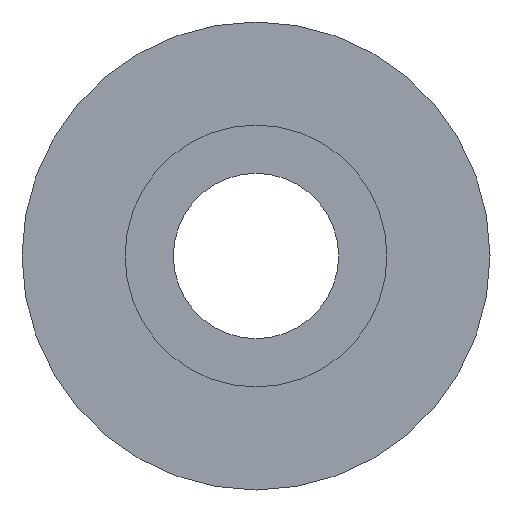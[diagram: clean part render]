
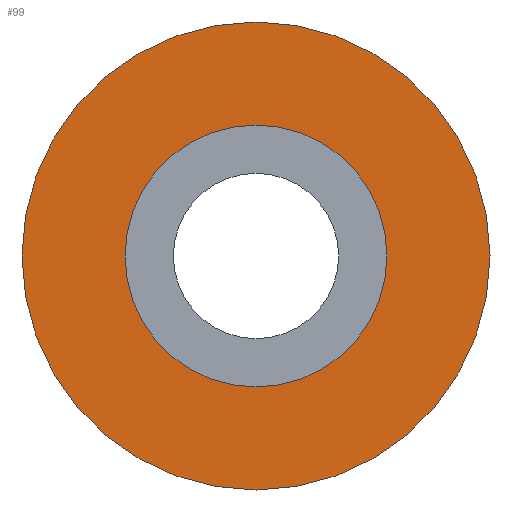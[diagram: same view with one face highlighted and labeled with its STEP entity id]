
A CAD part, front view. The second image highlights one B-rep face of the part: STEP entity #99.
In plain terms, the highlighted planar face has unit normal (0, -1, 0).
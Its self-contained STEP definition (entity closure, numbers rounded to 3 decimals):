
#1 = CIRCLE ( 'NONE', #116, 22.65 ) ;
#2 = DIRECTION ( 'NONE',  ( 0., 0., 1. ) ) ;
#4 = EDGE_CURVE ( 'NONE', #338, #186, #271, .T. ) ;
#11 = DIRECTION ( 'NONE',  ( 0., -1., 0. ) ) ;
#28 = DIRECTION ( 'NONE',  ( 0., -1., 0. ) ) ;
#35 = AXIS2_PLACEMENT_3D ( 'NONE', #374, #378, #63 ) ;
#40 = DIRECTION ( 'NONE',  ( 0., 0., 1. ) ) ;
#61 = DIRECTION ( 'NONE',  ( 0., 0., 1. ) ) ;
#63 = DIRECTION ( 'NONE',  ( 0., 0., 1. ) ) ;
#79 = EDGE_CURVE ( 'NONE', #186, #338, #335, .T. ) ;
#88 = AXIS2_PLACEMENT_3D ( 'NONE', #127, #28, #190 ) ;
#99 = ADVANCED_FACE ( 'NONE', ( #220, #314 ), #193, .F. ) ;
#109 = CARTESIAN_POINT ( 'NONE',  ( 0., 0., 0. ) ) ;
#116 = AXIS2_PLACEMENT_3D ( 'NONE', #199, #325, #2 ) ;
#127 = CARTESIAN_POINT ( 'NONE',  ( 0., 0., 0. ) ) ;
#153 = EDGE_LOOP ( 'NONE', ( #224, #313 ) ) ;
#154 = AXIS2_PLACEMENT_3D ( 'NONE', #109, #11, #40 ) ;
#160 = DIRECTION ( 'NONE',  ( 0., 1., 0. ) ) ;
#168 = VERTEX_POINT ( 'NONE', #310 ) ;
#186 = VERTEX_POINT ( 'NONE', #214 ) ;
#190 = DIRECTION ( 'NONE',  ( 0., 0., 1. ) ) ;
#193 = PLANE ( 'NONE',  #206 ) ;
#199 = CARTESIAN_POINT ( 'NONE',  ( 0., 0., 0. ) ) ;
#206 = AXIS2_PLACEMENT_3D ( 'NONE', #375, #160, #61 ) ;
#214 = CARTESIAN_POINT ( 'NONE',  ( 0., 0., -12.675 ) ) ;
#218 = CIRCLE ( 'NONE', #35, 22.65 ) ;
#220 = FACE_BOUND ( 'NONE', #153, .T. ) ;
#224 = ORIENTED_EDGE ( 'NONE', *, *, #4, .F. ) ;
#229 = EDGE_CURVE ( 'NONE', #253, #168, #218, .T. ) ;
#253 = VERTEX_POINT ( 'NONE', #351 ) ;
#271 = CIRCLE ( 'NONE', #154, 12.675 ) ;
#277 = EDGE_LOOP ( 'NONE', ( #372, #284 ) ) ;
#284 = ORIENTED_EDGE ( 'NONE', *, *, #229, .F. ) ;
#310 = CARTESIAN_POINT ( 'NONE',  ( 0., 0., -22.65 ) ) ;
#313 = ORIENTED_EDGE ( 'NONE', *, *, #79, .F. ) ;
#314 = FACE_OUTER_BOUND ( 'NONE', #277, .T. ) ;
#325 = DIRECTION ( 'NONE',  ( 0., 1., 0. ) ) ;
#327 = CARTESIAN_POINT ( 'NONE',  ( 0., 0., 12.675 ) ) ;
#335 = CIRCLE ( 'NONE', #88, 12.675 ) ;
#338 = VERTEX_POINT ( 'NONE', #327 ) ;
#351 = CARTESIAN_POINT ( 'NONE',  ( 0., 0., 22.65 ) ) ;
#372 = ORIENTED_EDGE ( 'NONE', *, *, #390, .F. ) ;
#374 = CARTESIAN_POINT ( 'NONE',  ( 0., 0., 0. ) ) ;
#375 = CARTESIAN_POINT ( 'NONE',  ( 0., 0., 0. ) ) ;
#378 = DIRECTION ( 'NONE',  ( 0., 1., 0. ) ) ;
#390 = EDGE_CURVE ( 'NONE', #168, #253, #1, .T. ) ;
